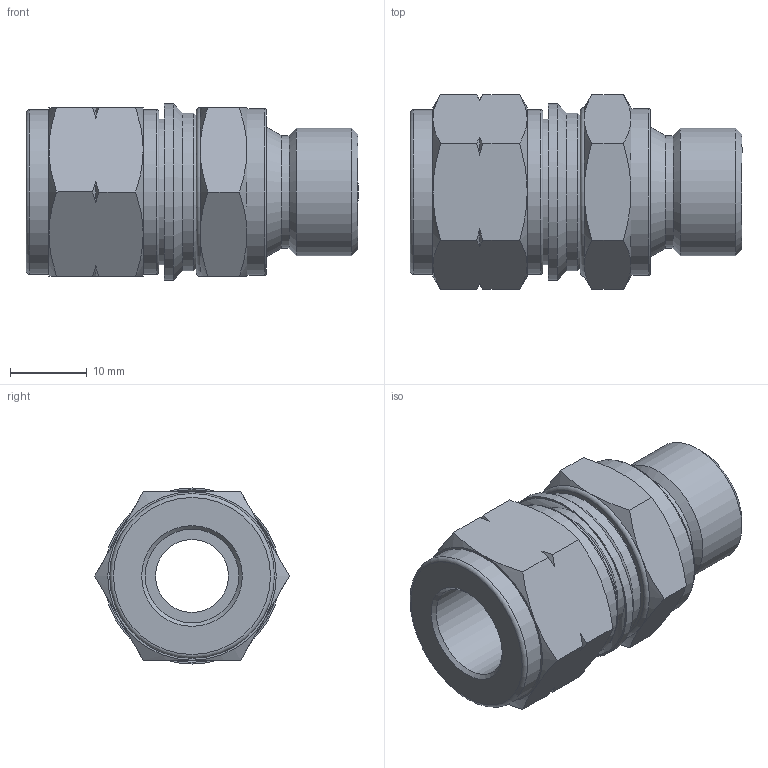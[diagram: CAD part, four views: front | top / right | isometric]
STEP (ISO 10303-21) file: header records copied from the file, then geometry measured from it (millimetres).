
FILE_DESCRIPTION(/* description */ (''),/* implementation_level */ '2;1');
FILE_NAME(/* name */ 'SGMCI-12M-6G.stp',/* time_stamp */ '2022-05-06T15:17:48+09:00',/* author */ ('user'),/* organization */ (''),/* preprocessor_version */ 'ST-DEVELOPER v18.1',/* originating_system */ 'Autodesk Inventor 2022',/* authorisation */ '');
FILE_SCHEMA (('AUTOMOTIVE_DESIGN { 1 0 10303 214 3 1 1 }'));
Length unit declared in the file: millimetre
Products named in the file (1): SGMC-12M-6G
Bounding box: 43.35 x 25.4 x 23 mm (x, y, z)
Volume: 10497.2 mm3; surface area: 5855.1 mm2
Topology: 1 solids, 1 shells, 85 faces, 184 edges, 110 vertices
Faces by surface type: cone 46, plane 23, cylinder 12, torus 4
Full cylindrical faces by diameter (mm): 9.5 x1, 12.2 x1, 14.7 x1, 16.62 x1, 17.3 x1, 17.7 x1, 19.05 x1, 20.6 x1, 21.5 x2, 21.8 x1, 23 x1
Entity records: 2259 total; most frequent: CARTESIAN_POINT 524, ORIENTED_EDGE 368, DIRECTION 356, EDGE_CURVE 184, AXIS2_PLACEMENT_3D 158, VERTEX_POINT 110, EDGE_LOOP 96, FACE_OUTER_BOUND 85
